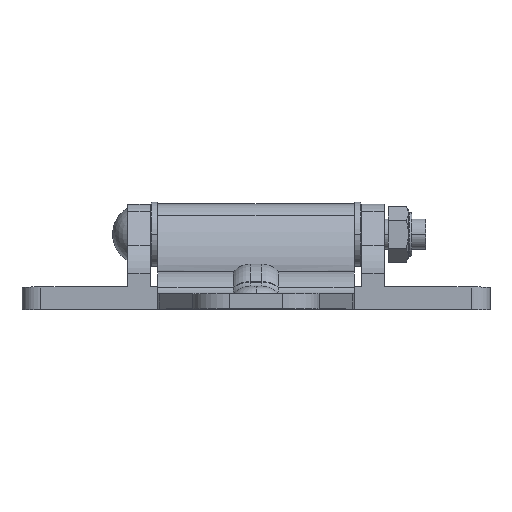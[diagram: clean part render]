
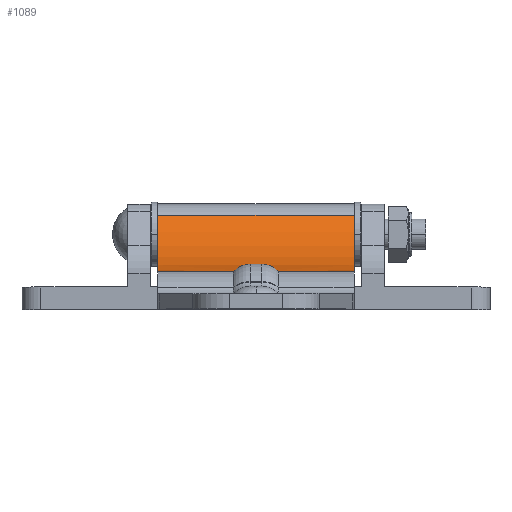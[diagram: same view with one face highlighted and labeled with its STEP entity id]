
A CAD part, top view. The second image highlights one B-rep face of the part: STEP entity #1089.
In plain terms, the highlighted cylindrical face has radius 40 mm (diameter 80 mm), a partial arc.
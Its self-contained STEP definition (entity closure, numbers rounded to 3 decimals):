
#799 = VERTEX_POINT ( 'NONE', #2837 ) ;
#801 = EDGE_CURVE ( 'NONE', #799, #802, #2836, .T. ) ;
#802 = VERTEX_POINT ( 'NONE', #2832 ) ;
#817 = EDGE_CURVE ( 'NONE', #844, #818, #2867, .T. ) ;
#818 = VERTEX_POINT ( 'NONE', #2862 ) ;
#844 = VERTEX_POINT ( 'NONE', #2880 ) ;
#868 = EDGE_CURVE ( 'NONE', #869, #802, #2912, .T. ) ;
#869 = VERTEX_POINT ( 'NONE', #2907 ) ;
#1076 = ORIENTED_EDGE ( 'NONE', *, *, #801, .F. ) ;
#1085 = EDGE_CURVE ( 'NONE', #844, #869, #3297, .T. ) ;
#1089 = ADVANCED_FACE ( 'NONE', ( #3289 ), #3288, .F. ) ;
#1090 = EDGE_LOOP ( 'NONE', ( #1091, #1148, #1151, #1153, #1154, #1155, #1076 ) ) ;
#1091 = ORIENTED_EDGE ( 'NONE', *, *, #1092, .T. ) ;
#1092 = EDGE_CURVE ( 'NONE', #799, #1093, #3350, .T. ) ;
#1093 = VERTEX_POINT ( 'NONE', #3351 ) ;
#1148 = ORIENTED_EDGE ( 'NONE', *, *, #1149, .T. ) ;
#1149 = EDGE_CURVE ( 'NONE', #1093, #1150, #3438, .T. ) ;
#1150 = VERTEX_POINT ( 'NONE', #3439 ) ;
#1151 = ORIENTED_EDGE ( 'NONE', *, *, #1152, .F. ) ;
#1152 = EDGE_CURVE ( 'NONE', #818, #1150, #3437, .T. ) ;
#1153 = ORIENTED_EDGE ( 'NONE', *, *, #817, .F. ) ;
#1154 = ORIENTED_EDGE ( 'NONE', *, *, #1085, .T. ) ;
#1155 = ORIENTED_EDGE ( 'NONE', *, *, #868, .T. ) ;
#2832 = CARTESIAN_POINT ( 'NONE',  ( -26., -10., 37.534 ) ) ;
#2833 = DIRECTION ( 'NONE',  ( -1., 0., 0. ) ) ;
#2834 = VECTOR ( 'NONE', #2833, 1000. ) ;
#2835 = CARTESIAN_POINT ( 'NONE',  ( 26., -10., 37.534 ) ) ;
#2836 = LINE ( 'NONE', #2835, #2834 ) ;
#2837 = CARTESIAN_POINT ( 'NONE',  ( -4.898, -10., 37.534 ) ) ;
#2862 = CARTESIAN_POINT ( 'NONE',  ( 26., -10., 37.534 ) ) ;
#2863 = DIRECTION ( 'NONE',  ( 0., 0., -1. ) ) ;
#2864 = DIRECTION ( 'NONE',  ( -1., 0., 0. ) ) ;
#2865 = CARTESIAN_POINT ( 'NONE',  ( 26., 30., 37.534 ) ) ;
#2866 = AXIS2_PLACEMENT_3D ( 'NONE', #2865, #2864, #2863 ) ;
#2867 = CIRCLE ( 'NONE', #2866, 40. ) ;
#2880 = CARTESIAN_POINT ( 'NONE',  ( 26., 5.026, 6.288 ) ) ;
#2907 = CARTESIAN_POINT ( 'NONE',  ( -26., 5.026, 6.288 ) ) ;
#2908 = DIRECTION ( 'NONE',  ( 0., 0., -1. ) ) ;
#2909 = DIRECTION ( 'NONE',  ( -1., 0., 0. ) ) ;
#2910 = CARTESIAN_POINT ( 'NONE',  ( -26., 30., 37.534 ) ) ;
#2911 = AXIS2_PLACEMENT_3D ( 'NONE', #2910, #2909, #2908 ) ;
#2912 = CIRCLE ( 'NONE', #2911, 40. ) ;
#3284 = DIRECTION ( 'NONE',  ( 0., 0., 1. ) ) ;
#3285 = DIRECTION ( 'NONE',  ( -1., 0., 0. ) ) ;
#3286 = CARTESIAN_POINT ( 'NONE',  ( 26., 30., 37.534 ) ) ;
#3287 = AXIS2_PLACEMENT_3D ( 'NONE', #3286, #3285, #3284 ) ;
#3288 = CYLINDRICAL_SURFACE ( 'NONE', #3287, 40. ) ;
#3289 = FACE_OUTER_BOUND ( 'NONE', #1090, .T. ) ;
#3290 = DIRECTION ( 'NONE',  ( -1., 0., 0. ) ) ;
#3291 = VECTOR ( 'NONE', #3290, 1000. ) ;
#3292 = CARTESIAN_POINT ( 'NONE',  ( 26., 5.026, 6.288 ) ) ;
#3297 = LINE ( 'NONE', #3292, #3291 ) ;
#3332 = CARTESIAN_POINT ( 'NONE',  ( 0., -9.92, 35. ) ) ;
#3333 = CARTESIAN_POINT ( 'NONE',  ( -0.482, -9.92, 35. ) ) ;
#3334 = CARTESIAN_POINT ( 'NONE',  ( -0.955, -9.923, 35.057 ) ) ;
#3335 = CARTESIAN_POINT ( 'NONE',  ( -1.654, -9.933, 35.227 ) ) ;
#3336 = CARTESIAN_POINT ( 'NONE',  ( -1.885, -9.938, 35.299 ) ) ;
#3337 = CARTESIAN_POINT ( 'NONE',  ( -2.331, -9.947, 35.466 ) ) ;
#3338 = CARTESIAN_POINT ( 'NONE',  ( -2.548, -9.952, 35.563 ) ) ;
#3339 = CARTESIAN_POINT ( 'NONE',  ( -2.97, -9.962, 35.781 ) ) ;
#3340 = CARTESIAN_POINT ( 'NONE',  ( -3.174, -9.967, 35.903 ) ) ;
#3341 = CARTESIAN_POINT ( 'NONE',  ( -3.571, -9.977, 36.173 ) ) ;
#3342 = CARTESIAN_POINT ( 'NONE',  ( -3.762, -9.982, 36.32 ) ) ;
#3343 = CARTESIAN_POINT ( 'NONE',  ( -4.3, -9.994, 36.789 ) ) ;
#3344 = CARTESIAN_POINT ( 'NONE',  ( -4.619, -10., 37.141 ) ) ;
#3345 = CARTESIAN_POINT ( 'NONE',  ( -4.898, -10., 37.534 ) ) ;
#3350 = B_SPLINE_CURVE_WITH_KNOTS ( 'NONE', 3,
 ( #3345, #3344, #3343, #3342, #3341, #3340, #3339, #3338, #3337, #3336, #3335, #3334, #3333, #3332 ),
 .UNSPECIFIED., .F., .F.,
 ( 4, 2, 2, 2, 2, 2, 4 ),
 ( 0., 0.001, 0.002, 0.003, 0.004, 0.004, 0.006 ),
 .UNSPECIFIED. ) ;
#3351 = CARTESIAN_POINT ( 'NONE',  ( 0., -9.92, 35. ) ) ;
#3420 = DIRECTION ( 'NONE',  ( -1., 0., 0. ) ) ;
#3421 = VECTOR ( 'NONE', #3420, 1000. ) ;
#3422 = CARTESIAN_POINT ( 'NONE',  ( 26., -10., 37.534 ) ) ;
#3423 = CARTESIAN_POINT ( 'NONE',  ( 4.898, -10., 37.534 ) ) ;
#3424 = CARTESIAN_POINT ( 'NONE',  ( 4.619, -10., 37.141 ) ) ;
#3425 = CARTESIAN_POINT ( 'NONE',  ( 4.299, -9.994, 36.787 ) ) ;
#3426 = CARTESIAN_POINT ( 'NONE',  ( 3.757, -9.982, 36.316 ) ) ;
#3427 = CARTESIAN_POINT ( 'NONE',  ( 3.565, -9.977, 36.168 ) ) ;
#3428 = CARTESIAN_POINT ( 'NONE',  ( 3.171, -9.967, 35.901 ) ) ;
#3429 = CARTESIAN_POINT ( 'NONE',  ( 2.967, -9.962, 35.779 ) ) ;
#3430 = CARTESIAN_POINT ( 'NONE',  ( 2.545, -9.951, 35.561 ) ) ;
#3431 = CARTESIAN_POINT ( 'NONE',  ( 2.327, -9.947, 35.464 ) ) ;
#3432 = CARTESIAN_POINT ( 'NONE',  ( 1.877, -9.937, 35.296 ) ) ;
#3433 = CARTESIAN_POINT ( 'NONE',  ( 1.647, -9.933, 35.226 ) ) ;
#3434 = CARTESIAN_POINT ( 'NONE',  ( 0.954, -9.923, 35.057 ) ) ;
#3435 = CARTESIAN_POINT ( 'NONE',  ( 0.482, -9.92, 35. ) ) ;
#3436 = CARTESIAN_POINT ( 'NONE',  ( 0., -9.92, 35. ) ) ;
#3437 = LINE ( 'NONE', #3422, #3421 ) ;
#3438 = B_SPLINE_CURVE_WITH_KNOTS ( 'NONE', 3,
 ( #3436, #3435, #3434, #3433, #3432, #3431, #3430, #3429, #3428, #3427, #3426, #3425, #3424, #3423 ),
 .UNSPECIFIED., .F., .F.,
 ( 4, 2, 2, 2, 2, 2, 4 ),
 ( 0., 0.001, 0.002, 0.003, 0.004, 0.004, 0.006 ),
 .UNSPECIFIED. ) ;
#3439 = CARTESIAN_POINT ( 'NONE',  ( 4.898, -10., 37.534 ) ) ;
